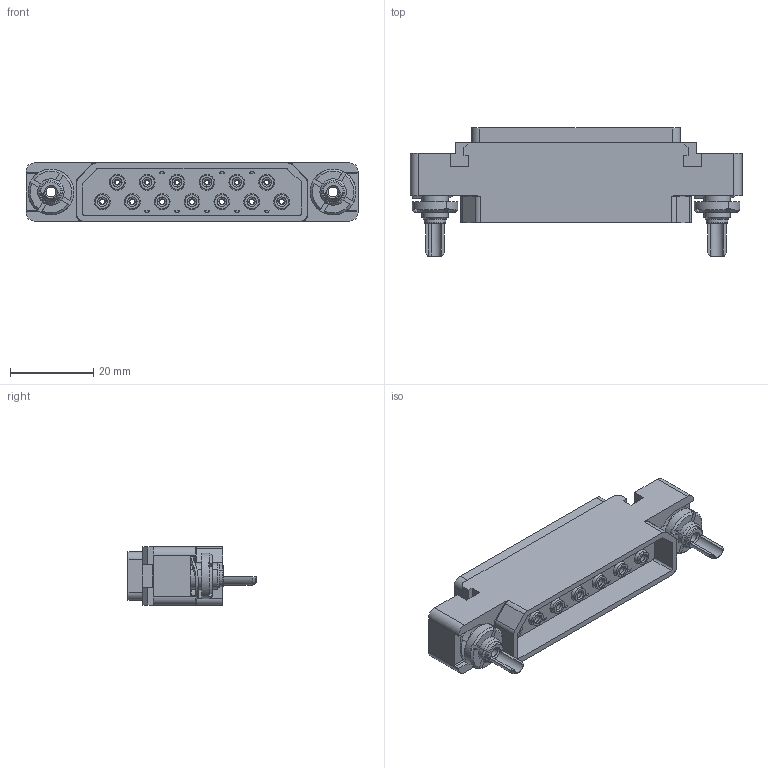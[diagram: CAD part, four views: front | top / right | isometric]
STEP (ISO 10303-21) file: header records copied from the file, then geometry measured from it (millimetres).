
FILE_DESCRIPTION((''),'2;1');
FILE_NAME('1900ND05P1B00A','2019-10-28T',('presta_be4'),(''),'CREO PARAMETRIC BY PTC INC, 2018360','CREO PARAMETRIC BY PTC INC, 2018360','');
FILE_SCHEMA(('CONFIG_CONTROL_DESIGN'));
Length unit declared in the file: millimetre
Products named in the file (1): 1900ND05P1B00A
Bounding box: 80 x 30.85 x 14 mm (x, y, z)
Volume: 12978.4 mm3; surface area: 13796 mm2
Topology: 1 solids, 1 shells, 1431 faces, 3354 edges, 1995 vertices
Faces by surface type: cylinder 500, plane 331, torus 288, cone 274, extrusion 26, bspline 12
Entity records: 43062 total; most frequent: CARTESIAN_POINT 9512, DIRECTION 7576, ORIENTED_EDGE 6700, EDGE_CURVE 3350, AXIS2_PLACEMENT_3D 3113, VERTEX_POINT 1995, CIRCLE 1720, EDGE_LOOP 1595
